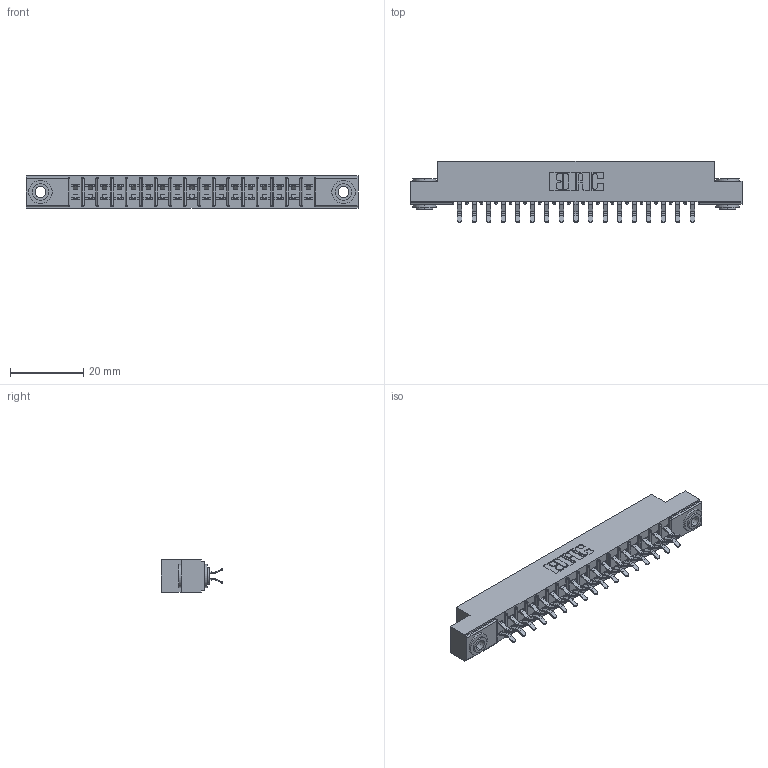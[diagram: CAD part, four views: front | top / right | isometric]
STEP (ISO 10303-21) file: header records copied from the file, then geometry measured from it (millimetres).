
FILE_DESCRIPTION (( 'STEP AP203' ), '1' );
FILE_NAME ('355-034-556-203.STEP', '2019-09-11T09:05:17', ( '' ), ( '' ), 'SwSTEP 2.0', 'SolidWorks 2016', '' );
FILE_SCHEMA (( 'CONFIG_CONTROL_DESIGN' ));
Length unit declared in the file: inch
Products named in the file (4): 345-250-002_345-250-002-102; 305 Part_.156 Dia; 305-290-001_556; 355-034-556-203
Assembly tree (37 placements, depth 2):
  355-034-556-203
    305 Part_.156 Dia
    305-290-001_556  x34
    345-250-002_345-250-002-102  x2
Bounding box: 90.37 x 16.64 x 8.71 mm (x, y, z)
Volume: 5667.7 mm3; surface area: 10679.4 mm2
Topology: 37 solids, 37 shells, 2072 faces, 5919 edges, 3850 vertices
Faces by surface type: plane 1146, cylinder 850, sphere 68, cone 8
Entity records: 22737 total; most frequent: CARTESIAN_POINT 3746, ORIENTED_EDGE 3706, DIRECTION 3663, EDGE_CURVE 1853, VECTOR 1457, LINE 1457, VERTEX_POINT 1186, AXIS2_PLACEMENT_3D 1103
